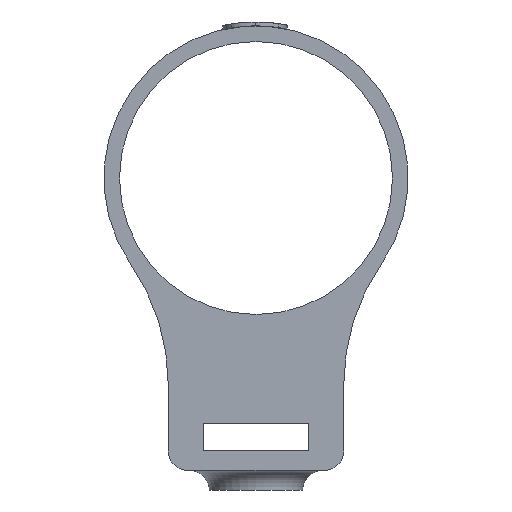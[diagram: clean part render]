
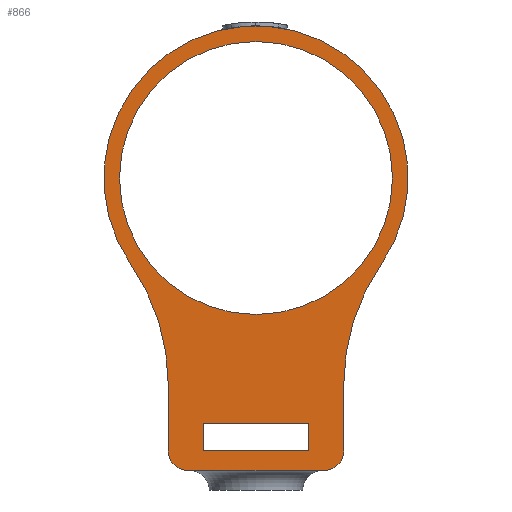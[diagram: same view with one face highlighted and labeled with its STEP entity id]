
A CAD part, front view. The second image highlights one B-rep face of the part: STEP entity #866.
In plain terms, the highlighted planar face has unit normal (0, -1, 0).
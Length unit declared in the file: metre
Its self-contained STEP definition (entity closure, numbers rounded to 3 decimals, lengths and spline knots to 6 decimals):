
#52=PLANE('',#945);
#151=LINE('',#1152,#177);
#155=LINE('',#1167,#181);
#159=LINE('',#1179,#185);
#163=LINE('',#1188,#189);
#166=LINE('',#1196,#192);
#169=LINE('',#1204,#195);
#171=LINE('',#1207,#197);
#177=VECTOR('',#974,1.);
#181=VECTOR('',#992,1.);
#185=VECTOR('',#1004,1.);
#189=VECTOR('',#1010,1.);
#192=VECTOR('',#1017,1.);
#195=VECTOR('',#1024,1.);
#197=VECTOR('',#1028,1.);
#279=ORIENTED_EDGE('',*,*,#506,.F.);
#280=ORIENTED_EDGE('',*,*,#510,.F.);
#281=ORIENTED_EDGE('',*,*,#514,.T.);
#282=ORIENTED_EDGE('',*,*,#520,.F.);
#283=ORIENTED_EDGE('',*,*,#488,.T.);
#284=ORIENTED_EDGE('',*,*,#492,.T.);
#285=ORIENTED_EDGE('',*,*,#495,.F.);
#286=ORIENTED_EDGE('',*,*,#469,.T.);
#287=ORIENTED_EDGE('',*,*,#497,.F.);
#288=ORIENTED_EDGE('',*,*,#500,.T.);
#289=ORIENTED_EDGE('',*,*,#503,.T.);
#290=ORIENTED_EDGE('',*,*,#518,.T.);
#291=ORIENTED_EDGE('',*,*,#523,.F.);
#469=EDGE_CURVE('',#604,#605,#696,.T.);
#488=EDGE_CURVE('',#623,#624,#698,.T.);
#492=EDGE_CURVE('',#624,#627,#151,.T.);
#495=EDGE_CURVE('',#604,#627,#700,.T.);
#497=EDGE_CURVE('',#629,#605,#702,.T.);
#500=EDGE_CURVE('',#629,#631,#155,.T.);
#503=EDGE_CURVE('',#631,#633,#704,.T.);
#506=EDGE_CURVE('',#635,#636,#159,.T.);
#510=EDGE_CURVE('',#639,#635,#163,.T.);
#514=EDGE_CURVE('',#639,#642,#166,.T.);
#518=EDGE_CURVE('',#633,#623,#169,.T.);
#520=EDGE_CURVE('',#636,#642,#171,.T.);
#523=EDGE_CURVE('',#646,#646,#709,.T.);
#604=VERTEX_POINT('',#1059);
#605=VERTEX_POINT('',#1060);
#623=VERTEX_POINT('',#1144);
#624=VERTEX_POINT('',#1145);
#627=VERTEX_POINT('',#1153);
#629=VERTEX_POINT('',#1162);
#631=VERTEX_POINT('',#1168);
#633=VERTEX_POINT('',#1174);
#635=VERTEX_POINT('',#1180);
#636=VERTEX_POINT('',#1181);
#639=VERTEX_POINT('',#1189);
#642=VERTEX_POINT('',#1197);
#646=VERTEX_POINT('',#1213);
#696=CIRCLE('',#918,0.0078);
#698=CIRCLE('',#921,0.001);
#700=CIRCLE('',#925,0.010874);
#702=CIRCLE('',#928,0.010874);
#704=CIRCLE('',#932,0.001);
#709=CIRCLE('',#943,0.007);
#732=EDGE_LOOP('',(#279,#280,#281,#282));
#733=EDGE_LOOP('',(#283,#284,#285,#286,#287,#288,#289,#290));
#734=EDGE_LOOP('',(#291));
#797=FACE_BOUND('',#732,.T.);
#798=FACE_BOUND('',#733,.T.);
#799=FACE_BOUND('',#734,.T.);
#866=ADVANCED_FACE('',(#797,#798,#799),#52,.T.);
#918=AXIS2_PLACEMENT_3D('',#1058,#958,#959);
#921=AXIS2_PLACEMENT_3D('',#1143,#966,#967);
#925=AXIS2_PLACEMENT_3D('',#1158,#979,#980);
#928=AXIS2_PLACEMENT_3D('',#1161,#985,#986);
#932=AXIS2_PLACEMENT_3D('',#1173,#997,#998);
#943=AXIS2_PLACEMENT_3D('',#1212,#1034,#1035);
#945=AXIS2_PLACEMENT_3D('',#1215,#1038,#1039);
#958=DIRECTION('',(0.,-1.,0.));
#959=DIRECTION('',(1.,0.,0.));
#966=DIRECTION('',(0.,-1.,0.));
#967=DIRECTION('',(1.,0.,0.));
#974=DIRECTION('',(0.,0.,1.));
#979=DIRECTION('',(0.,-1.,0.));
#980=DIRECTION('',(1.,0.,0.));
#985=DIRECTION('',(0.,-1.,0.));
#986=DIRECTION('',(1.,0.,0.));
#992=DIRECTION('',(0.,0.,-1.));
#997=DIRECTION('',(0.,-1.,0.));
#998=DIRECTION('',(1.,0.,0.));
#1004=DIRECTION('',(-1.,0.,0.));
#1010=DIRECTION('',(0.,0.,1.));
#1017=DIRECTION('',(-1.,0.,0.));
#1024=DIRECTION('',(1.,0.,0.));
#1028=DIRECTION('',(0.,0.,-1.));
#1034=DIRECTION('',(0.,-1.,0.));
#1035=DIRECTION('',(1.,0.,0.));
#1038=DIRECTION('',(0.,-1.,0.));
#1039=DIRECTION('',(1.,0.,0.));
#1058=CARTESIAN_POINT('',(-0.01085,-0.119733,0.012671));
#1059=CARTESIAN_POINT('',(-0.004428,-0.119733,0.008244));
#1060=CARTESIAN_POINT('',(-0.017272,-0.119733,0.008244));
#1143=CARTESIAN_POINT('',(-0.00735,-0.119733,-0.001329));
#1144=CARTESIAN_POINT('',(-0.00735,-0.119733,-0.002329));
#1145=CARTESIAN_POINT('',(-0.00635,-0.119733,-0.001329));
#1152=CARTESIAN_POINT('',(-0.00635,-0.119733,0.000371));
#1153=CARTESIAN_POINT('',(-0.00635,-0.119733,0.002071));
#1158=CARTESIAN_POINT('',(0.004524,-0.119733,0.002071));
#1161=CARTESIAN_POINT('',(-0.026224,-0.119733,0.002071));
#1162=CARTESIAN_POINT('',(-0.01535,-0.119733,0.002071));
#1167=CARTESIAN_POINT('',(-0.01535,-0.119733,0.000371));
#1168=CARTESIAN_POINT('',(-0.01535,-0.119733,-0.001329));
#1173=CARTESIAN_POINT('',(-0.01435,-0.119733,-0.001329));
#1174=CARTESIAN_POINT('',(-0.01435,-0.119733,-0.002329));
#1179=CARTESIAN_POINT('',(-0.01085,-0.119733,0.000071));
#1180=CARTESIAN_POINT('',(-0.00815,-0.119733,0.000071));
#1181=CARTESIAN_POINT('',(-0.01355,-0.119733,0.000071));
#1188=CARTESIAN_POINT('',(-0.00815,-0.119733,-0.000629));
#1189=CARTESIAN_POINT('',(-0.00815,-0.119733,-0.001329));
#1196=CARTESIAN_POINT('',(-0.01085,-0.119733,-0.001329));
#1197=CARTESIAN_POINT('',(-0.01355,-0.119733,-0.001329));
#1204=CARTESIAN_POINT('',(-0.01085,-0.119733,-0.002329));
#1207=CARTESIAN_POINT('',(-0.01355,-0.119733,-0.000629));
#1212=CARTESIAN_POINT('',(-0.01085,-0.119733,0.012671));
#1213=CARTESIAN_POINT('',(-0.00385,-0.119733,0.012671));
#1215=CARTESIAN_POINT('',(-0.01085,-0.119733,0.009071));
